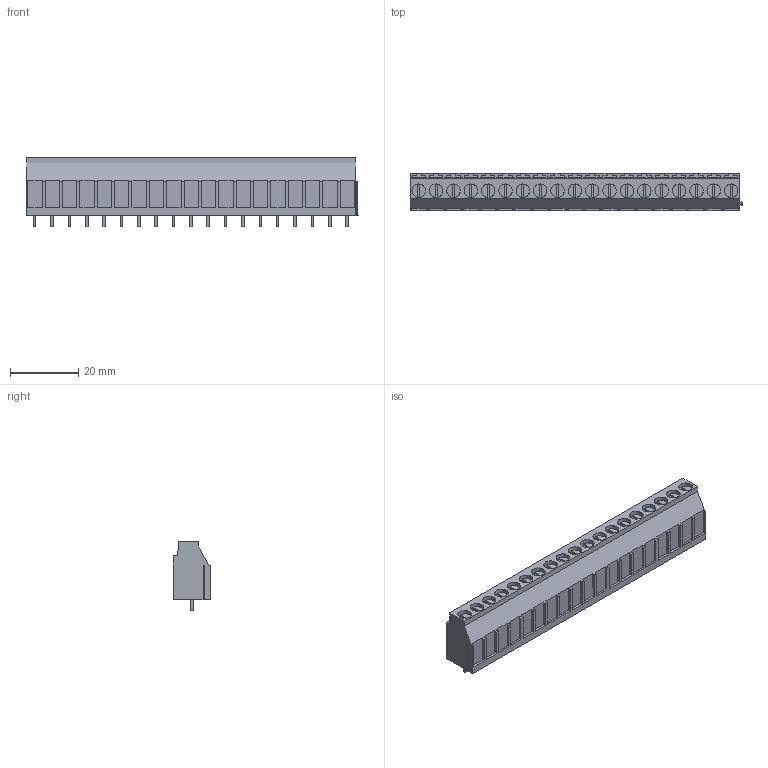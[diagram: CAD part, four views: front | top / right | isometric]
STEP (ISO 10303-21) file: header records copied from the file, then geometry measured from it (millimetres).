
FILE_DESCRIPTION(('CATIA V5 STEP Exchange','CAx-IF Rec.Pracs.--- Model Styling and Organization---1.4--- 2014-01-23'),'2;1');
FILE_NAME ('D1446303_0_1002000000_1002000000.stp','2019-02-28T09:23:46+00:00',('none'),('Weidmueller'),'CATIA Version 5-6 Release 2016 SP3 HF44','CATIA V5 STEP AP214','none');
FILE_SCHEMA(('AUTOMOTIVE_DESIGN { 1 0 10303 214 1 1 1 1 }'));
Length unit declared in the file: millimetre
Products named in the file (1): 1002000000
Bounding box: 97.17 x 11 x 20.3 mm (x, y, z)
Volume: 14024.2 mm3; surface area: 8026 mm2
Topology: 1 solids, 1 shells, 863 faces, 2318 edges, 1533 vertices
Faces by surface type: plane 825, cylinder 38
Entity records: 26028 total; most frequent: CARTESIAN_POINT 5094, ORIENTED_EDGE 4636, DIRECTION 3340, EDGE_CURVE 2318, VECTOR 2166, LINE 2166, VERTEX_POINT 1533, EDGE_LOOP 939
